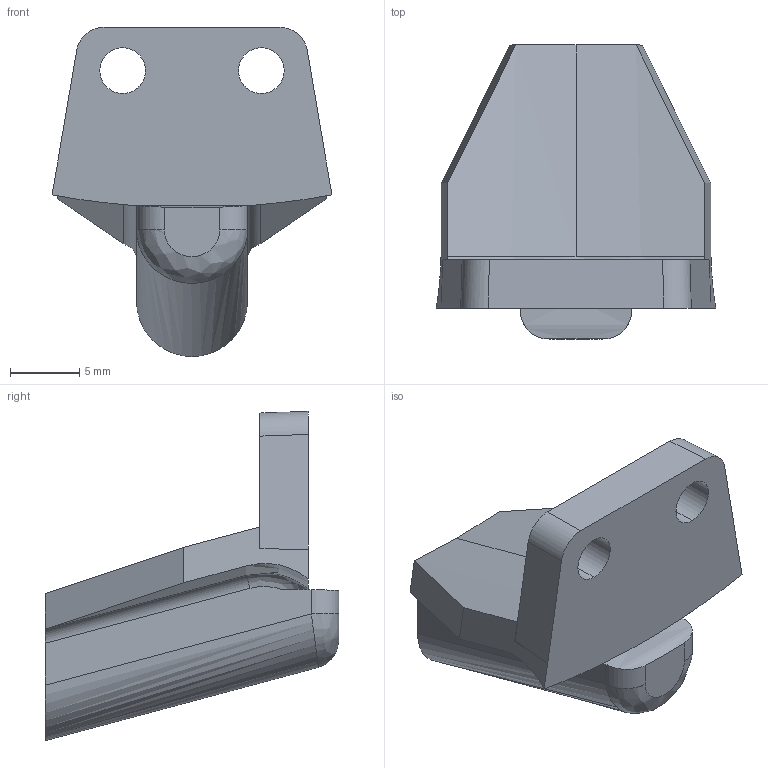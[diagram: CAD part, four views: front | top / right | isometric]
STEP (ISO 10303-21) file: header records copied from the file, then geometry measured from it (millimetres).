
FILE_DESCRIPTION (( 'STEP AP214' ), '1' );
FILE_NAME ('Point de fixation avant.STEP', '2019-07-27T15:00:38', ( '' ), ( '' ), 'SwSTEP 2.0', 'SolidWorks 2017', '' );
FILE_SCHEMA (( 'AUTOMOTIVE_DESIGN' ));
Length unit declared in the file: millimetre
Products named in the file (1): Point de fixation avant
Bounding box: 20.18 x 21.2 x 23.75 mm (x, y, z)
Volume: 2366.7 mm3; surface area: 1709.2 mm2
Topology: 1 solids, 1 shells, 42 faces, 107 edges, 68 vertices
Faces by surface type: cylinder 17, plane 16, bspline 9
Entity records: 1660 total; most frequent: CARTESIAN_POINT 700, ORIENTED_EDGE 214, DIRECTION 165, EDGE_CURVE 107, VERTEX_POINT 68, AXIS2_PLACEMENT_3D 57, LINE 51, VECTOR 51
